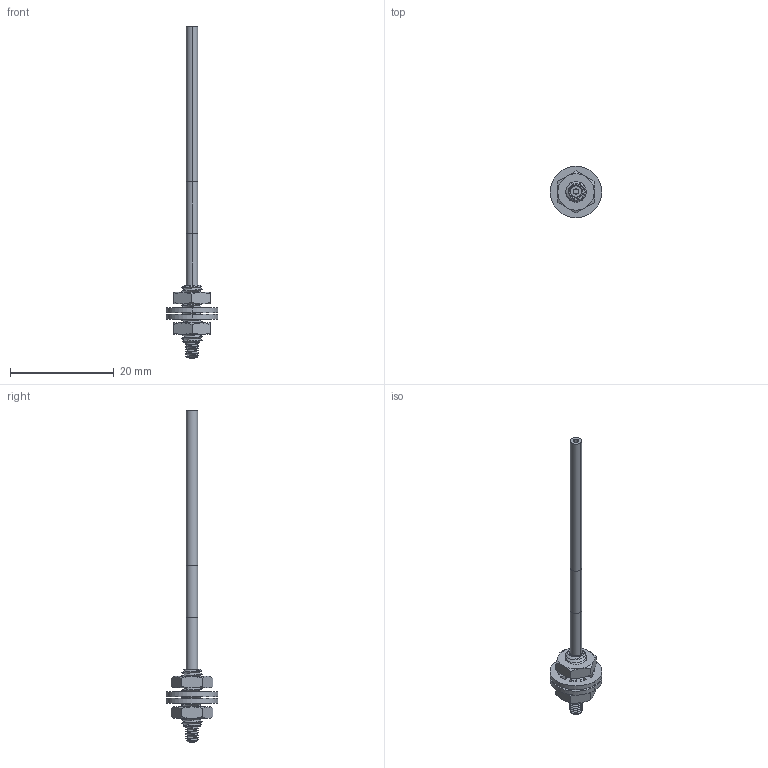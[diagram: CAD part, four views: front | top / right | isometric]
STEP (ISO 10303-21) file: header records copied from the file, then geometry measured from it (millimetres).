
FILE_DESCRIPTION((''),'2;1');
FILE_NAME('161890_ASM','2016-01-05T',('pdmadmin'),(''),'PRO/ENGINEER BY PARAMETRIC TECHNOLOGY CORPORATION, 2013230','PRO/ENGINEER BY PARAMETRIC TECHNOLOGY CORPORATION, 2013230','');
FILE_SCHEMA(('CONFIG_CONTROL_DESIGN'));
Products named in the file (6): 13462; 10140; 08394_M4_ITLW_NI; 08397_M4_X_0_7_HEX_JAM_NUT_NI; FIBER_CORE_1MM; 161890_ASM
Assembly tree (7 placements, depth 2):
  161890_ASM
    13462
    10140
    08394_M4_ITLW_NI  x2
    08397_M4_X_0_7_HEX_JAM_NUT_NI  x2
    FIBER_CORE_1MM
Bounding box: 10 x 10 x 64 mm (x, y, z)
Volume: 475 mm3; surface area: 1808.8 mm2
Topology: 7 solids, 8 shells, 329 faces, 843 edges, 529 vertices
Faces by surface type: cylinder 173, cone 70, plane 68, bspline 18
Entity records: 10993 total; most frequent: CARTESIAN_POINT 5947, ORIENTED_EDGE 1060, DIRECTION 991, EDGE_CURVE 532, AXIS2_PLACEMENT_3D 388, VERTEX_POINT 335, EDGE_LOOP 217, VECTOR 215
